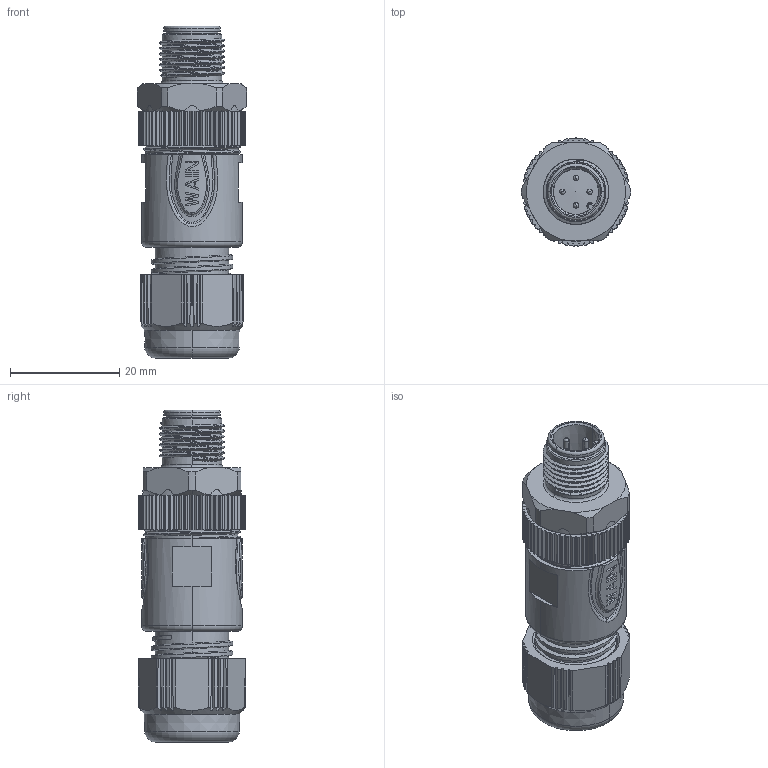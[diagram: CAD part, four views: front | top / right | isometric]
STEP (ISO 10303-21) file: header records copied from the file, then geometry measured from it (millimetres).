
FILE_DESCRIPTION(/* description */ (''),/* implementation_level */ '2;1');
FILE_NAME(/* name */ '12.stp',/* time_stamp */ '2024-03-21T09:24:49+08:00',/* author */ (''),/* organization */ (''),/* preprocessor_version */ 'ST-DEVELOPER v18.1',/* originating_system */ 'SIEMENS PLM Software NX 1980',/* authorisation */ '');
FILE_SCHEMA (('AUTOMOTIVE_DESIGN { 1 0 10303 214 3 1 1 1 }'));
Length unit declared in the file: millimetre
Products named in the file (1): 12
Bounding box: 20 x 19.8 x 60.9 mm (x, y, z)
Volume: 13505.5 mm3; surface area: 5561 mm2
Topology: 1 solids, 2 shells, 624 faces, 1759 edges, 1152 vertices
Faces by surface type: plane 288, cylinder 208, cone 76, bspline 28, torus 15, sphere 8, extrusion 1
Entity records: 27768 total; most frequent: CARTESIAN_POINT 12169, ORIENTED_EDGE 3482, DIRECTION 3002, EDGE_CURVE 1741, VERTEX_POINT 1150, AXIS2_PLACEMENT_3D 1086, VECTOR 830, LINE 829
